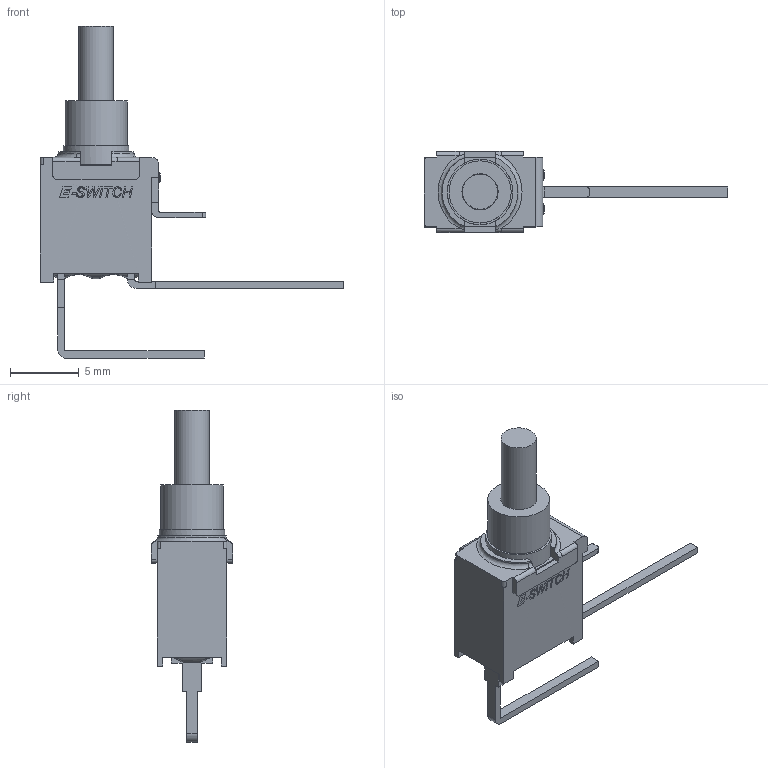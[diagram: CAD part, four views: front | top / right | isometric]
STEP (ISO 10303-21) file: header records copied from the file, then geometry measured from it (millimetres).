
FILE_DESCRIPTION((' '),'2;1');
FILE_NAME('800AWSP9M7xE.stp','2017-07-21T14:10:37',(' '),(' '),' ','ACIS',' ');
FILE_SCHEMA(('CONFIG_CONTROL_DESIGN'));
Length unit declared in the file: inch
Products named in the file (3): 800AWSP9M7xE.stp; Body1; Body2
Assembly tree (2 placements, depth 2):
  800AWSP9M7xE.stp
    Body1
    Body2
Bounding box: 22.1 x 5.9 x 24.17 mm (x, y, z)
Volume: 461.9 mm3; surface area: 619.7 mm2
Topology: 2 solids, 2 shells, 246 faces, 638 edges, 406 vertices
Faces by surface type: plane 156, bspline 54, cylinder 32, torus 2, cone 2
Full cylindrical faces by diameter (mm): 2.54 x1, 2.63 x1, 4.52 x1, 4.78 x1
Entity records: 9455 total; most frequent: CARTESIAN_POINT 3434, ORIENTED_EDGE 1258, DIRECTION 982, EDGE_CURVE 629, VECTOR 434, LINE 434, VERTEX_POINT 405, AXIS2_PLACEMENT_3D 274
